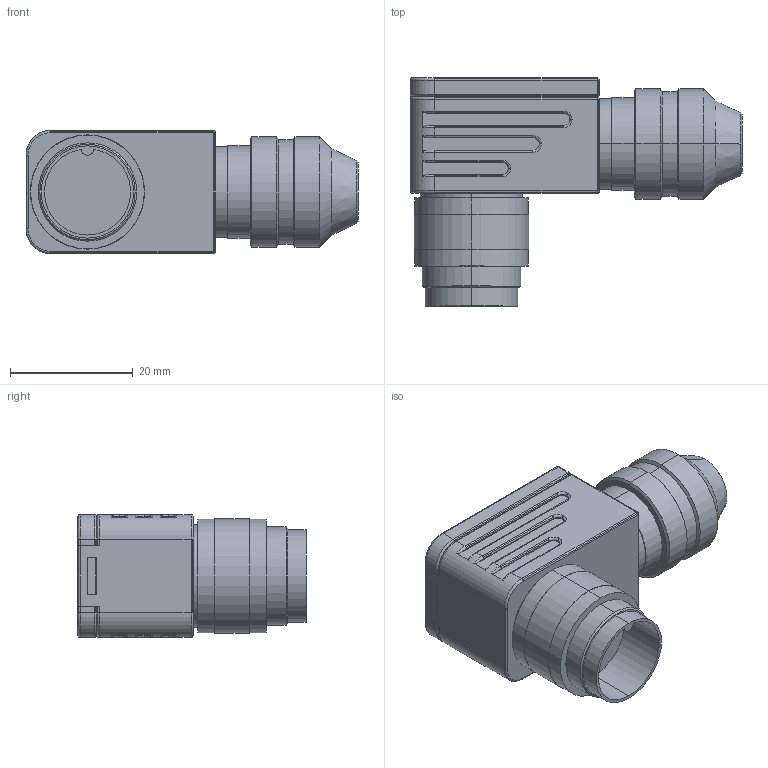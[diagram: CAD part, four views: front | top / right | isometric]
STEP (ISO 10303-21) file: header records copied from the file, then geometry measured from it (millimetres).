
FILE_DESCRIPTION((''),'2;1');
FILE_NAME('99-5113-75-05.stp','2005-04-22T09:55:23',('generator'),(''),'Autodesk Inventor 7','Autodesk Inventor 7','');
FILE_SCHEMA(('AUTOMOTIVE_DESIGN { 1 0 10303 214 1 1 1 1 }'));
Length unit declared in the file: millimetre
Products named in the file (1): 99-5113-75-05
Bounding box: 54 x 37.1 x 20 mm (x, y, z)
Volume: 18785.3 mm3; surface area: 6246.6 mm2
Topology: 1 solids, 1 shells, 236 faces, 594 edges, 364 vertices
Faces by surface type: cylinder 110, plane 60, torus 32, cone 14, bspline 12, sphere 8
Entity records: 7726 total; most frequent: CARTESIAN_POINT 1902, DIRECTION 1322, ORIENTED_EDGE 1172, EDGE_CURVE 586, AXIS2_PLACEMENT_3D 524, VERTEX_POINT 364, CIRCLE 299, VECTOR 274
